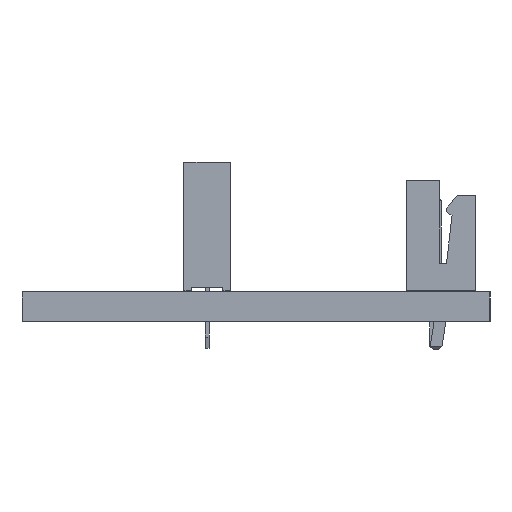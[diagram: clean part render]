
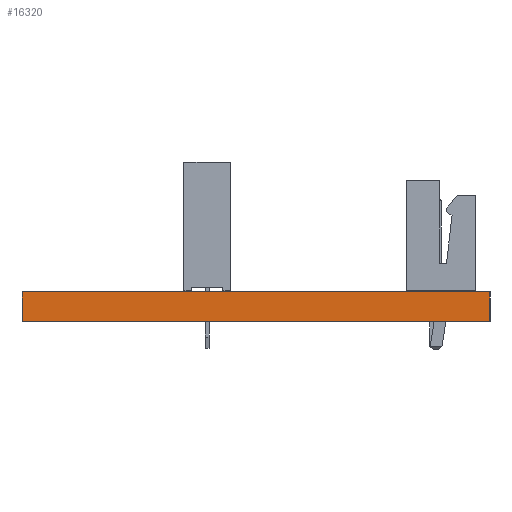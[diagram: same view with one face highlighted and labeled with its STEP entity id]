
A CAD part, left-side view. The second image highlights one B-rep face of the part: STEP entity #16320.
In plain terms, the highlighted planar face has unit normal (-1, 0, 0).
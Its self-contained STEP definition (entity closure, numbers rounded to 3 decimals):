
#14407=CARTESIAN_POINT('Vertex',(30.203,-42.904,1.6)) ;
#14410=CARTESIAN_POINT('Line Origine',(30.203,-55.61,1.6)) ;
#14414=CARTESIAN_POINT('Vertex',(30.203,-68.315,1.6)) ;
#15395=CARTESIAN_POINT('Vertex',(30.203,-68.315,0.)) ;
#15398=CARTESIAN_POINT('Line Origine',(30.203,-55.61,0.)) ;
#15402=CARTESIAN_POINT('Vertex',(30.203,-42.904,0.)) ;
#16292=CARTESIAN_POINT('Line Origine',(30.203,-42.904,0.8)) ;
#16304=CARTESIAN_POINT('Axis2P3D Location',(30.203,-42.904,0.)) ;
#16309=CARTESIAN_POINT('Line Origine',(30.203,-68.315,0.8)) ;
#14411=DIRECTION('Vector Direction',(0.,-1.,0.)) ;
#15399=DIRECTION('Vector Direction',(0.,-1.,0.)) ;
#16293=DIRECTION('Vector Direction',(0.,0.,1.)) ;
#16305=DIRECTION('Axis2P3D Direction',(1.,0.,0.)) ;
#16306=DIRECTION('Axis2P3D XDirection',(0.,-1.,0.)) ;
#16310=DIRECTION('Vector Direction',(0.,0.,1.)) ;
#16307=AXIS2_PLACEMENT_3D('Plane Axis2P3D',#16304,#16305,#16306) ;
#16315=ORIENTED_EDGE('',*,*,#15404,.T.) ;
#16316=ORIENTED_EDGE('',*,*,#16313,.T.) ;
#16317=ORIENTED_EDGE('',*,*,#14416,.F.) ;
#16318=ORIENTED_EDGE('',*,*,#16296,.F.) ;
#14412=VECTOR('Line Direction',#14411,1.) ;
#15400=VECTOR('Line Direction',#15399,1.) ;
#16294=VECTOR('Line Direction',#16293,1.) ;
#16311=VECTOR('Line Direction',#16310,1.) ;
#16320=ADVANCED_FACE('',(#16319),#16308,.F.) ;
#14416=EDGE_CURVE('',#14408,#14415,#14413,.T.) ;
#15404=EDGE_CURVE('',#15403,#15396,#15401,.T.) ;
#16296=EDGE_CURVE('',#15403,#14408,#16295,.T.) ;
#16313=EDGE_CURVE('',#15396,#14415,#16312,.T.) ;
#16314=EDGE_LOOP('',(#16315,#16316,#16317,#16318)) ;
#16319=FACE_OUTER_BOUND('',#16314,.T.) ;
#14413=LINE('Line',#14410,#14412) ;
#15401=LINE('Line',#15398,#15400) ;
#16295=LINE('Line',#16292,#16294) ;
#16312=LINE('Line',#16309,#16311) ;
#16308=PLANE('Plane',#16307) ;
#14408=VERTEX_POINT('',#14407) ;
#14415=VERTEX_POINT('',#14414) ;
#15396=VERTEX_POINT('',#15395) ;
#15403=VERTEX_POINT('',#15402) ;
